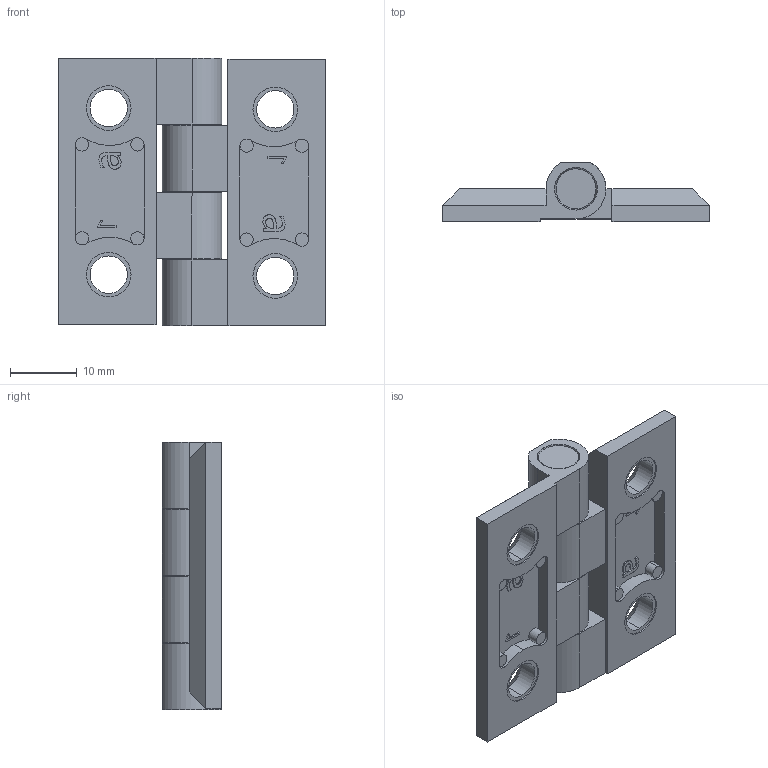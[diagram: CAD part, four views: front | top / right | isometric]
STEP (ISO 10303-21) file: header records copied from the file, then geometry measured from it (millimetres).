
FILE_DESCRIPTION (( 'STEP AP203' ), '1' );
FILE_NAME ('MY4040.1.2.4.STEP', '2022-08-01T10:04:02', ( '' ), ( '' ), 'SwSTEP 2.0', 'SolidWorks 2021', '' );
FILE_SCHEMA (( 'CONFIG_CONTROL_DESIGN' ));
Length unit declared in the file: millimetre
Products named in the file (1): MY4040.1.2.4
Bounding box: 40 x 8.9 x 40.2 mm (x, y, z)
Surface area: 5559.8 mm2 (no closed solid volume)
Topology: 0 solids, 4 shells, 180 faces, 474 edges, 310 vertices
Faces by surface type: plane 84, cylinder 60, bspline 24, cone 12
Entity records: 6826 total; most frequent: CARTESIAN_POINT 2317, ORIENTED_EDGE 918, DIRECTION 888, EDGE_CURVE 474, VERTEX_POINT 310, AXIS2_PLACEMENT_3D 305, VECTOR 278, LINE 278
